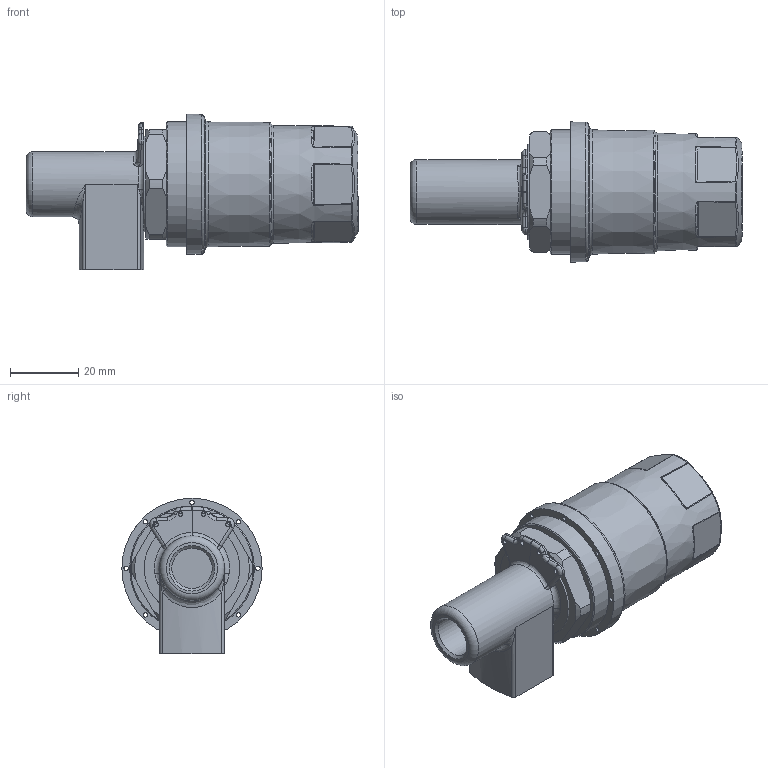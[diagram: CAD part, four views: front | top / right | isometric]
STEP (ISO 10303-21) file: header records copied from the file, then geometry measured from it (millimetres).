
FILE_DESCRIPTION(/* description */ ('Unknown'),/* implementation_level */ '2;1');
FILE_NAME(/* name */ '200230601',/* time_stamp */ '2019-07-05T09:20:20+02:00',/* author */ ('Unknown'),/* organization */ ('Unknown'),/* preprocessor_version */ 'ST-DEVELOPER v16.7',/* originating_system */ 'DEX',/* authorisation */ $);
FILE_SCHEMA (('AUTOMOTIVE_DESIGN {1 0 10303 214 3 1 1}'));
Length unit declared in the file: millimetre
Products named in the file (11): 200230600_Sicherheitsventil_ST-230_350bar_00213799; 16246_010003416_Pressmessingg._ST-230_350bar_1_1_00209902; 22860_010003449_Verstellhülse_ST-230_350bar_2017_1_2_00247942; 01-3430_Kontermutter; 11240_200230470_Kolben_kompl._ST-230_350bar_00172287; 12346_040001245_Kolben_ST-230_350bar_00172271; 06-0670_niro-kugel_5mm; 10020_050001200_Stützr.G_5_4x7_95x1_4_00172437; 10211_050000520_O-Ring__5_1x1_6_EPDM_70_Shore_00172416; 20 0230 490_ST-0230_Druckstück-komplett; 01-3420_Druckstück
Assembly tree (11 placements, depth 3):
  200230600_Sicherheitsventil_ST-230_350bar_00213799
    16246_010003416_Pressmessingg._ST-230_350bar_1_1_00209902
    22860_010003449_Verstellhülse_ST-230_350bar_2017_1_2_00247942
    01-3430_Kontermutter
    11240_200230470_Kolben_kompl._ST-230_350bar_00172287
      12346_040001245_Kolben_ST-230_350bar_00172271
      06-0670_niro-kugel_5mm
      10020_050001200_Stützr.G_5_4x7_95x1_4_00172437
      10211_050000520_O-Ring__5_1x1_6_EPDM_70_Shore_00172416
    20 0230 490_ST-0230_Druckstück-komplett
      06-0670_niro-kugel_5mm
      01-3420_Druckstück
Bounding box: 97.1 x 41 x 45.5 mm (x, y, z)
Volume: 93252.7 mm3; surface area: 19600.2 mm2
Topology: 3 solids, 3 shells, 347 faces, 865 edges, 546 vertices
Faces by surface type: plane 145, bspline 119, cylinder 46, cone 30, torus 7
Full cylindrical faces by diameter (mm): 1.3 x12, 11.82 x2, 12 x1, 19 x1, 28 x1, 30 x1, 36.5 x1
Entity records: 19777 total; most frequent: CARTESIAN_POINT 12248, ORIENTED_EDGE 1600, DIRECTION 955, EDGE_CURVE 800, VERTEX_POINT 526, B_SPLINE_CURVE_WITH_KNOTS 468, EDGE_LOOP 438, FACE_BOUND 438
